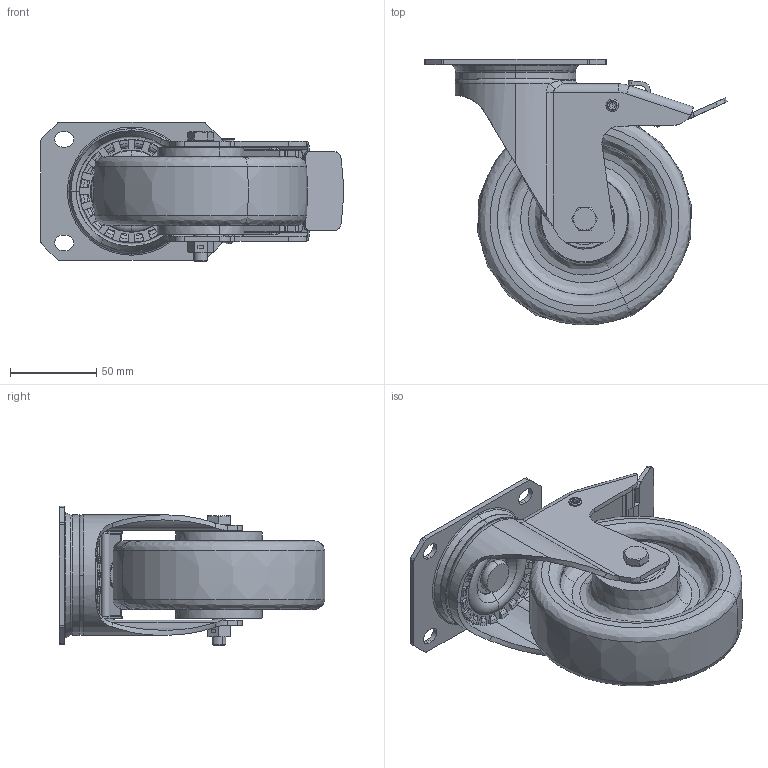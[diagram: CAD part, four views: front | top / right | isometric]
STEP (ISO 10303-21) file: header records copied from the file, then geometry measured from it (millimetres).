
FILE_DESCRIPTION (( 'STEP AP214' ), '1' );
FILE_NAME ('0055685.step', '2023-11-15T08:34:21', ( '' ), ( '' ), 'SwSTEP 2.0', 'SolidWorks 2020', '' );
FILE_SCHEMA (( 'AUTOMOTIVE_DESIGN' ));
Length unit declared in the file: millimetre
Products named in the file (1): 0055685
Bounding box: 175.08 x 153.83 x 81 mm (x, y, z)
Surface area: 190319.7 mm2 (no closed solid volume)
Topology: 0 solids, 30 shells, 960 faces, 2704 edges, 1773 vertices
Faces by surface type: plane 280, cylinder 252, bspline 166, cone 124, torus 122, sphere 16
Entity records: 48427 total; most frequent: CARTESIAN_POINT 14408, ORIENTED_EDGE 4923, DIRECTION 4633, EDGE_CURVE 2704, AXIS2_PLACEMENT_3D 1877, VERTEX_POINT 1773, CIRCLE 1082, EDGE_LOOP 1040
